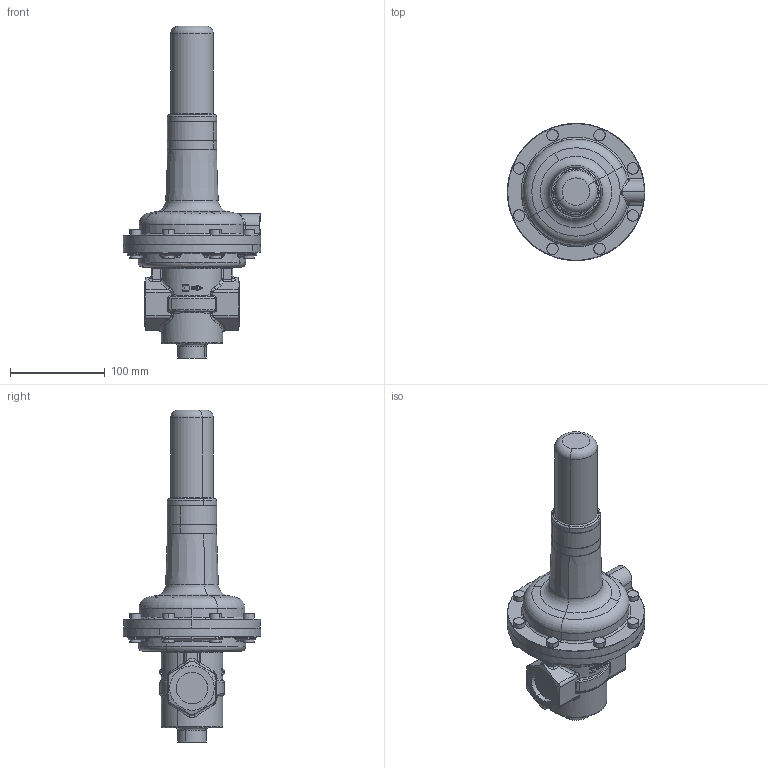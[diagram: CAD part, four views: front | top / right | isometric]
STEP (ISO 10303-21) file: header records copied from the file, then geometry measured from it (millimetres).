
FILE_DESCRIPTION (( 'STEP AP214' ), '1' );
FILE_NAME ('SL10-G1Zoll-HD2.stp', '2024-02-21T14:19:32', ( '' ), ( '' ), 'SwSTEP 2.0', 'SolidWorks 2019', '' );
FILE_SCHEMA (( 'AUTOMOTIVE_DESIGN' ));
Length unit declared in the file: millimetre
Products named in the file (1): SL10-G1Zoll-HD2
Bounding box: 145 x 144.97 x 351 mm (x, y, z)
Volume: 1394384.6 mm3; surface area: 133642 mm2
Topology: 5 solids, 5 shells, 695 faces, 1628 edges, 947 vertices
Faces by surface type: cylinder 226, bspline 136, torus 126, plane 111, sphere 64, cone 32
Entity records: 47438 total; most frequent: CARTESIAN_POINT 27529, ORIENTED_EDGE 3176, EDGE_CURVE 1588, B_SPLINE_CURVE_WITH_KNOTS 1452, DIRECTION 1355, VERTEX_POINT 931, EDGE_LOOP 725, UNCERTAINTY_MEASURE_WITH_UNIT 702
